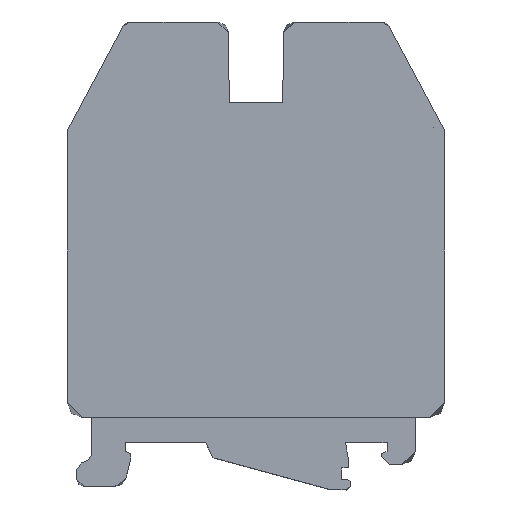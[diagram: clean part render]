
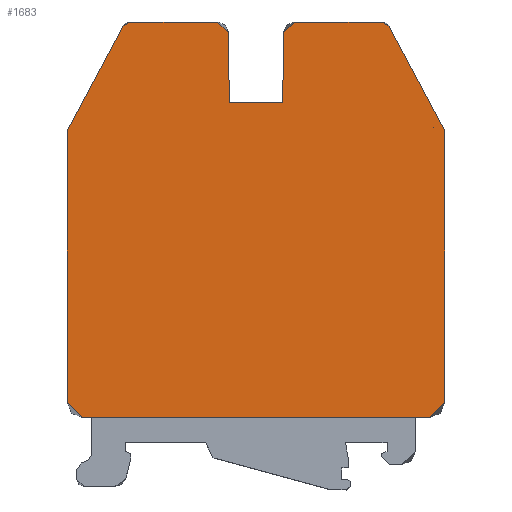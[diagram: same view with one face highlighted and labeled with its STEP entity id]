
A CAD part, top view. The second image highlights one B-rep face of the part: STEP entity #1683.
In plain terms, the highlighted free-form (B-spline) face has degree [1, 1] with [2, 2] control points.
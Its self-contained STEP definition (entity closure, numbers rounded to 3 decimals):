
#1339=CARTESIAN_POINT('',(120.667,101.424,7.6));
#1340=VERTEX_POINT('',#1339);
#1341=CARTESIAN_POINT('',(74.667,101.424,7.6));
#1342=VERTEX_POINT('',#1341);
#1343=CARTESIAN_POINT('',(120.667,101.424,7.6));
#1344=CARTESIAN_POINT('',(74.667,101.424,7.6));
#1345=B_SPLINE_CURVE_WITH_KNOTS('',1,(#1343,#1344),.POLYLINE_FORM.,.F.,.U.,(2,2),(0.,1.),.UNSPECIFIED.);
#1346=EDGE_CURVE('',#1340,#1342,#1345,.T.);
#1395=CARTESIAN_POINT('',(122.667,103.424,7.6));
#1396=VERTEX_POINT('',#1395);
#1402=CARTESIAN_POINT('',(122.667,103.424,7.6));
#1403=CARTESIAN_POINT('',(122.667,101.424,7.6));
#1404=CARTESIAN_POINT('',(120.667,101.424,7.6));
#1405=(BOUNDED_CURVE()B_SPLINE_CURVE(2,(#1402,#1403,#1404),.CIRCULAR_ARC.,.F.,.U.)B_SPLINE_CURVE_WITH_KNOTS((3,3),(0.,1.),.UNSPECIFIED.)CURVE()GEOMETRIC_REPRESENTATION_ITEM()RATIONAL_B_SPLINE_CURVE((1.,0.707,1.))REPRESENTATION_ITEM(''));
#1406=EDGE_CURVE('',#1396,#1340,#1405,.T.);
#1548=CARTESIAN_POINT('',(72.667,103.424,7.6));
#1549=VERTEX_POINT('',#1548);
#1550=CARTESIAN_POINT('',(74.667,101.424,7.6));
#1551=CARTESIAN_POINT('',(72.667,101.424,7.6));
#1552=CARTESIAN_POINT('',(72.667,103.424,7.6));
#1553=(BOUNDED_CURVE()B_SPLINE_CURVE(2,(#1550,#1551,#1552),.CIRCULAR_ARC.,.F.,.U.)B_SPLINE_CURVE_WITH_KNOTS((3,3),(0.,1.),.UNSPECIFIED.)CURVE()GEOMETRIC_REPRESENTATION_ITEM()RATIONAL_B_SPLINE_CURVE((1.,0.707,1.))REPRESENTATION_ITEM(''));
#1554=EDGE_CURVE('',#1342,#1549,#1553,.T.);
#1564=CARTESIAN_POINT('',(-1144.507,1397.763,7.6));
#1565=CARTESIAN_POINT('',(1339.18,1397.763,7.6));
#1566=CARTESIAN_POINT('',(-1144.507,-1084.556,7.6));
#1567=CARTESIAN_POINT('',(1339.18,-1084.556,7.6));
#1568=B_SPLINE_SURFACE_WITH_KNOTS('',1,1,((#1564,#1565),(#1566,#1567)),.PLANE_SURF.,.F.,.F.,.U.,(2,2),(2,2),(0.,1.),(0.,1.),.UNSPECIFIED.);
#1569=ORIENTED_EDGE('',*,*,#1406,.F.);
#1570=CARTESIAN_POINT('',(122.667,139.426,7.6));
#1571=VERTEX_POINT('',#1570);
#1572=CARTESIAN_POINT('',(122.667,103.424,7.6));
#1573=CARTESIAN_POINT('',(122.667,139.426,7.6));
#1574=B_SPLINE_CURVE_WITH_KNOTS('',1,(#1572,#1573),.POLYLINE_FORM.,.F.,.U.,(2,2),(0.,1.),.UNSPECIFIED.);
#1575=EDGE_CURVE('',#1396,#1571,#1574,.T.);
#1576=ORIENTED_EDGE('',*,*,#1575,.T.);
#1577=CARTESIAN_POINT('',(115.293,153.294,7.6));
#1578=VERTEX_POINT('',#1577);
#1579=CARTESIAN_POINT('',(122.667,139.426,7.6));
#1580=CARTESIAN_POINT('',(115.293,153.294,7.6));
#1581=B_SPLINE_CURVE_WITH_KNOTS('',1,(#1579,#1580),.POLYLINE_FORM.,.F.,.U.,(2,2),(0.,1.),.UNSPECIFIED.);
#1582=EDGE_CURVE('',#1571,#1578,#1581,.T.);
#1583=ORIENTED_EDGE('',*,*,#1582,.T.);
#1584=CARTESIAN_POINT('',(114.41,153.824,7.6));
#1585=VERTEX_POINT('',#1584);
#1586=CARTESIAN_POINT('',(115.293,153.294,7.6));
#1587=CARTESIAN_POINT('',(115.011,153.824,7.6));
#1588=CARTESIAN_POINT('',(114.41,153.824,7.6));
#1589=(BOUNDED_CURVE()B_SPLINE_CURVE(2,(#1586,#1587,#1588),.CIRCULAR_ARC.,.F.,.U.)B_SPLINE_CURVE_WITH_KNOTS((3,3),(0.,1.),.UNSPECIFIED.)CURVE()GEOMETRIC_REPRESENTATION_ITEM()RATIONAL_B_SPLINE_CURVE((1.,0.857,1.))REPRESENTATION_ITEM(''));
#1590=EDGE_CURVE('',#1578,#1585,#1589,.T.);
#1591=ORIENTED_EDGE('',*,*,#1590,.T.);
#1592=CARTESIAN_POINT('',(102.753,153.824,7.6));
#1593=VERTEX_POINT('',#1592);
#1594=CARTESIAN_POINT('',(114.41,153.824,7.6));
#1595=CARTESIAN_POINT('',(102.753,153.824,7.6));
#1596=B_SPLINE_CURVE_WITH_KNOTS('',1,(#1594,#1595),.POLYLINE_FORM.,.F.,.U.,(2,2),(0.,1.),.UNSPECIFIED.);
#1597=EDGE_CURVE('',#1585,#1593,#1596,.T.);
#1598=ORIENTED_EDGE('',*,*,#1597,.T.);
#1599=CARTESIAN_POINT('',(101.303,152.388,7.6));
#1600=VERTEX_POINT('',#1599);
#1601=CARTESIAN_POINT('',(102.753,153.824,7.6));
#1602=CARTESIAN_POINT('',(101.317,153.824,7.6));
#1603=CARTESIAN_POINT('',(101.303,152.388,7.6));
#1604=(BOUNDED_CURVE()B_SPLINE_CURVE(2,(#1601,#1602,#1603),.CIRCULAR_ARC.,.F.,.U.)B_SPLINE_CURVE_WITH_KNOTS((3,3),(0.,1.),.UNSPECIFIED.)CURVE()GEOMETRIC_REPRESENTATION_ITEM()RATIONAL_B_SPLINE_CURVE((1.,0.71,1.))REPRESENTATION_ITEM(''));
#1605=EDGE_CURVE('',#1593,#1600,#1604,.T.);
#1606=ORIENTED_EDGE('',*,*,#1605,.T.);
#1607=CARTESIAN_POINT('',(101.217,143.224,7.6));
#1608=VERTEX_POINT('',#1607);
#1609=CARTESIAN_POINT('',(101.303,152.388,7.6));
#1610=CARTESIAN_POINT('',(101.217,143.224,7.6));
#1611=B_SPLINE_CURVE_WITH_KNOTS('',1,(#1609,#1610),.POLYLINE_FORM.,.F.,.U.,(2,2),(0.,1.),.UNSPECIFIED.);
#1612=EDGE_CURVE('',#1600,#1608,#1611,.T.);
#1613=ORIENTED_EDGE('',*,*,#1612,.T.);
#1614=CARTESIAN_POINT('',(94.117,143.224,7.6));
#1615=VERTEX_POINT('',#1614);
#1616=CARTESIAN_POINT('',(101.217,143.224,7.6));
#1617=CARTESIAN_POINT('',(94.117,143.224,7.6));
#1618=B_SPLINE_CURVE_WITH_KNOTS('',1,(#1616,#1617),.POLYLINE_FORM.,.F.,.U.,(2,2),(0.,1.),.UNSPECIFIED.);
#1619=EDGE_CURVE('',#1608,#1615,#1618,.T.);
#1620=ORIENTED_EDGE('',*,*,#1619,.T.);
#1621=CARTESIAN_POINT('',(94.031,152.388,7.6));
#1622=VERTEX_POINT('',#1621);
#1623=CARTESIAN_POINT('',(94.117,143.224,7.6));
#1624=CARTESIAN_POINT('',(94.031,152.388,7.6));
#1625=B_SPLINE_CURVE_WITH_KNOTS('',1,(#1623,#1624),.POLYLINE_FORM.,.F.,.U.,(2,2),(0.,1.),.UNSPECIFIED.);
#1626=EDGE_CURVE('',#1615,#1622,#1625,.T.);
#1627=ORIENTED_EDGE('',*,*,#1626,.T.);
#1628=CARTESIAN_POINT('',(92.581,153.824,7.6));
#1629=VERTEX_POINT('',#1628);
#1630=CARTESIAN_POINT('',(94.031,152.388,7.6));
#1631=CARTESIAN_POINT('',(94.017,153.824,7.6));
#1632=CARTESIAN_POINT('',(92.581,153.824,7.6));
#1633=(BOUNDED_CURVE()B_SPLINE_CURVE(2,(#1630,#1631,#1632),.CIRCULAR_ARC.,.F.,.U.)B_SPLINE_CURVE_WITH_KNOTS((3,3),(0.,1.),.UNSPECIFIED.)CURVE()GEOMETRIC_REPRESENTATION_ITEM()RATIONAL_B_SPLINE_CURVE((1.,0.71,1.))REPRESENTATION_ITEM(''));
#1634=EDGE_CURVE('',#1622,#1629,#1633,.T.);
#1635=ORIENTED_EDGE('',*,*,#1634,.T.);
#1636=CARTESIAN_POINT('',(80.924,153.824,7.6));
#1637=VERTEX_POINT('',#1636);
#1638=CARTESIAN_POINT('',(92.581,153.824,7.6));
#1639=CARTESIAN_POINT('',(80.924,153.824,7.6));
#1640=B_SPLINE_CURVE_WITH_KNOTS('',1,(#1638,#1639),.POLYLINE_FORM.,.F.,.U.,(2,2),(0.,1.),.UNSPECIFIED.);
#1641=EDGE_CURVE('',#1629,#1637,#1640,.T.);
#1642=ORIENTED_EDGE('',*,*,#1641,.T.);
#1643=CARTESIAN_POINT('',(80.041,153.294,7.6));
#1644=VERTEX_POINT('',#1643);
#1645=CARTESIAN_POINT('',(80.924,153.824,7.6));
#1646=CARTESIAN_POINT('',(80.646,153.824,7.6));
#1647=CARTESIAN_POINT('',(80.409,153.681,7.6));
#1648=CARTESIAN_POINT('',(80.171,153.539,7.6));
#1649=CARTESIAN_POINT('',(80.041,153.294,7.6));
#1650=(BOUNDED_CURVE()B_SPLINE_CURVE(2,(#1645,#1646,#1647,#1648,#1649),.UNSPECIFIED.,.F.,.U.)B_SPLINE_CURVE_WITH_KNOTS((3,2,3),(0.,0.553,1.105),.UNSPECIFIED.)CURVE()GEOMETRIC_REPRESENTATION_ITEM()RATIONAL_B_SPLINE_CURVE((0.866,0.897,1.,0.897,0.866))REPRESENTATION_ITEM(''));
#1651=EDGE_CURVE('',#1637,#1644,#1650,.T.);
#1652=ORIENTED_EDGE('',*,*,#1651,.T.);
#1653=CARTESIAN_POINT('',(72.667,139.426,7.6));
#1654=VERTEX_POINT('',#1653);
#1655=CARTESIAN_POINT('',(80.041,153.294,7.6));
#1656=CARTESIAN_POINT('',(72.667,139.426,7.6));
#1657=B_SPLINE_CURVE_WITH_KNOTS('',1,(#1655,#1656),.POLYLINE_FORM.,.F.,.U.,(2,2),(0.,1.),.UNSPECIFIED.);
#1658=EDGE_CURVE('',#1644,#1654,#1657,.T.);
#1659=ORIENTED_EDGE('',*,*,#1658,.T.);
#1660=CARTESIAN_POINT('',(72.667,139.426,7.6));
#1661=CARTESIAN_POINT('',(72.667,103.424,7.6));
#1662=B_SPLINE_CURVE_WITH_KNOTS('',1,(#1660,#1661),.POLYLINE_FORM.,.F.,.U.,(2,2),(0.,1.),.UNSPECIFIED.);
#1663=EDGE_CURVE('',#1654,#1549,#1662,.T.);
#1664=ORIENTED_EDGE('',*,*,#1663,.T.);
#1665=ORIENTED_EDGE('',*,*,#1554,.F.);
#1666=ORIENTED_EDGE('',*,*,#1346,.F.);
#1667=EDGE_LOOP('',(#1569,#1576,#1583,#1591,#1598,#1606,#1613,#1620,#1627,#1635,#1642,#1652,#1659,#1664,#1665,#1666));
#1668=FACE_OUTER_BOUND('',#1667,.T.);
#1669=CARTESIAN_POINT('',(121.167,139.824,7.6));
#1670=VERTEX_POINT('',#1669);
#1671=CARTESIAN_POINT('',(121.167,139.824,7.6));
#1672=CARTESIAN_POINT('',(121.167,137.226,7.6));
#1673=CARTESIAN_POINT('',(118.917,138.525,7.6));
#1674=CARTESIAN_POINT('',(116.667,139.824,7.6));
#1675=CARTESIAN_POINT('',(118.917,141.123,7.6));
#1676=CARTESIAN_POINT('',(121.167,142.422,7.6));
#1677=CARTESIAN_POINT('',(121.167,139.824,7.6));
#1678=(BOUNDED_CURVE()B_SPLINE_CURVE(2,(#1671,#1672,#1673,#1674,#1675,#1676,#1677),.CIRCULAR_ARC.,.T.,.U.)B_SPLINE_CURVE_WITH_KNOTS((3,2,2,3),(0.,0.333,0.667,1.),.UNSPECIFIED.)CURVE()GEOMETRIC_REPRESENTATION_ITEM()RATIONAL_B_SPLINE_CURVE((1.,0.5,1.,0.5,1.,0.5,1.))REPRESENTATION_ITEM(''));
#1679=EDGE_CURVE('',#1670,#1670,#1678,.T.);
#1680=ORIENTED_EDGE('',*,*,#1679,.T.);
#1681=EDGE_LOOP('',(#1680));
#1682=FACE_BOUND('',#1681,.T.);
#1683=ADVANCED_FACE('',(#1668,#1682),#1568,.T.);
